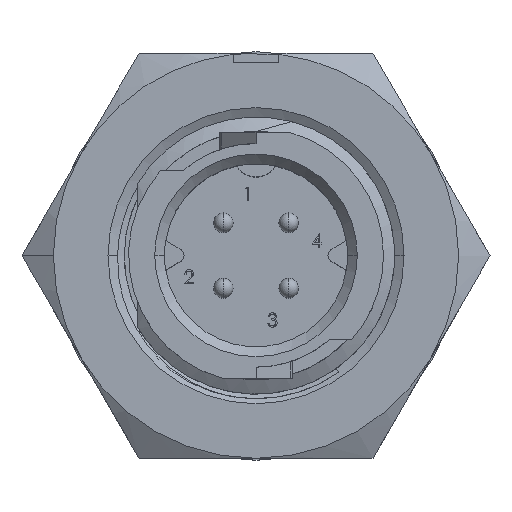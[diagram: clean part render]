
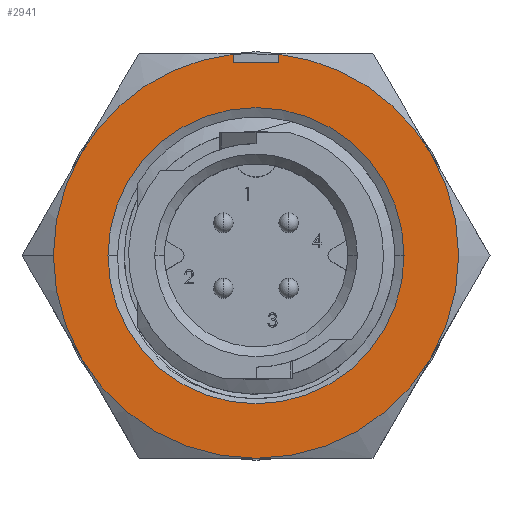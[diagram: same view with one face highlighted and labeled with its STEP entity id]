
A CAD part, top view. The second image highlights one B-rep face of the part: STEP entity #2941.
In plain terms, the highlighted planar face has unit normal (0, 0, 1).
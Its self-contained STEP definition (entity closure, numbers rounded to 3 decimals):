
#280 = AXIS2_PLACEMENT_3D ( 'NONE', #2231, #7859, #11717 ) ;
#546 = CARTESIAN_POINT ( 'NONE',  ( 0., 0., 10.236 ) ) ;
#592 = FACE_BOUND ( 'NONE', #12844, .T. ) ;
#672 = VERTEX_POINT ( 'NONE', #14151 ) ;
#1706 = CARTESIAN_POINT ( 'NONE',  ( 0., 0., 10.236 ) ) ;
#2055 = VERTEX_POINT ( 'NONE', #13946 ) ;
#2174 = EDGE_CURVE ( 'NONE', #12255, #16664, #7925, .T. ) ;
#2231 = CARTESIAN_POINT ( 'NONE',  ( 0., 0., 10.236 ) ) ;
#2602 = ORIENTED_EDGE ( 'NONE', *, *, #8954, .F. ) ;
#2678 = CARTESIAN_POINT ( 'NONE',  ( -0.889, -7.824, 10.236 ) ) ;
#2708 = EDGE_CURVE ( 'NONE', #8237, #2055, #15127, .T. ) ;
#2853 = CIRCLE ( 'NONE', #11387, 7.874 ) ;
#2941 = ADVANCED_FACE ( 'NONE', ( #592, #12951 ), #10189, .F. ) ;
#2972 = DIRECTION ( 'NONE',  ( 0., -1., 0. ) ) ;
#3077 = VERTEX_POINT ( 'NONE', #9175 ) ;
#3360 = LINE ( 'NONE', #10173, #15155 ) ;
#3478 = VERTEX_POINT ( 'NONE', #14688 ) ;
#4062 = VERTEX_POINT ( 'NONE', #4277 ) ;
#4085 = ORIENTED_EDGE ( 'NONE', *, *, #2174, .T. ) ;
#4109 = EDGE_CURVE ( 'NONE', #5278, #3077, #4443, .T. ) ;
#4277 = CARTESIAN_POINT ( 'NONE',  ( 0.889, -7.493, 10.236 ) ) ;
#4443 = CIRCLE ( 'NONE', #10889, 7.874 ) ;
#4850 = AXIS2_PLACEMENT_3D ( 'NONE', #14603, #10361, #17185 ) ;
#4872 = CARTESIAN_POINT ( 'NONE',  ( 0., 0., 10.236 ) ) ;
#4873 = DIRECTION ( 'NONE',  ( 0., 0., -1. ) ) ;
#4964 = CARTESIAN_POINT ( 'NONE',  ( 0., 7.874, 10.236 ) ) ;
#5000 = CIRCLE ( 'NONE', #14398, 7.874 ) ;
#5166 = ORIENTED_EDGE ( 'NONE', *, *, #11783, .F. ) ;
#5278 = VERTEX_POINT ( 'NONE', #2678 ) ;
#5554 = LINE ( 'NONE', #11149, #14228 ) ;
#5717 = AXIS2_PLACEMENT_3D ( 'NONE', #546, #17583, #16209 ) ;
#5896 = CIRCLE ( 'NONE', #280, 7.874 ) ;
#6170 = DIRECTION ( 'NONE',  ( 0., 0., -1. ) ) ;
#6613 = EDGE_CURVE ( 'NONE', #672, #7940, #5000, .T. ) ;
#6700 = AXIS2_PLACEMENT_3D ( 'NONE', #1706, #15890, #11829 ) ;
#6871 = CARTESIAN_POINT ( 'NONE',  ( 0., 0., 10.236 ) ) ;
#6923 = AXIS2_PLACEMENT_3D ( 'NONE', #7711, #10466, #14513 ) ;
#6961 = DIRECTION ( 'NONE',  ( 0., 0., -1. ) ) ;
#7043 = EDGE_CURVE ( 'NONE', #2055, #672, #5896, .T. ) ;
#7153 = VERTEX_POINT ( 'NONE', #9680 ) ;
#7551 = DIRECTION ( 'NONE',  ( 0., 0., -1. ) ) ;
#7572 = CIRCLE ( 'NONE', #6700, 7.874 ) ;
#7634 = CARTESIAN_POINT ( 'NONE',  ( 0., 0., 10.236 ) ) ;
#7711 = CARTESIAN_POINT ( 'NONE',  ( 0., 0., 10.236 ) ) ;
#7783 = CARTESIAN_POINT ( 'NONE',  ( 5.753, 0., 10.236 ) ) ;
#7859 = DIRECTION ( 'NONE',  ( 0., 0., -1. ) ) ;
#7925 = CIRCLE ( 'NONE', #10268, 5.753 ) ;
#7940 = VERTEX_POINT ( 'NONE', #13155 ) ;
#7960 = ORIENTED_EDGE ( 'NONE', *, *, #7043, .F. ) ;
#8237 = VERTEX_POINT ( 'NONE', #4964 ) ;
#8246 = CARTESIAN_POINT ( 'NONE',  ( 0., 0., 10.236 ) ) ;
#8954 = EDGE_CURVE ( 'NONE', #3077, #3478, #2853, .T. ) ;
#9175 = CARTESIAN_POINT ( 'NONE',  ( -6.819, -3.937, 10.236 ) ) ;
#9401 = EDGE_CURVE ( 'NONE', #7940, #9807, #7572, .T. ) ;
#9680 = CARTESIAN_POINT ( 'NONE',  ( -0.889, -7.493, 10.236 ) ) ;
#9807 = VERTEX_POINT ( 'NONE', #15329 ) ;
#10173 = CARTESIAN_POINT ( 'NONE',  ( 0.889, -8.938, 10.236 ) ) ;
#10189 = PLANE ( 'NONE',  #4850 ) ;
#10268 = AXIS2_PLACEMENT_3D ( 'NONE', #6871, #13772, #16616 ) ;
#10291 = ORIENTED_EDGE ( 'NONE', *, *, #12939, .F. ) ;
#10361 = DIRECTION ( 'NONE',  ( 0., 0., -1. ) ) ;
#10466 = DIRECTION ( 'NONE',  ( 0., 0., -1. ) ) ;
#10598 = CARTESIAN_POINT ( 'NONE',  ( -5.753, 0., 10.236 ) ) ;
#10741 = DIRECTION ( 'NONE',  ( 1., 0., 0. ) ) ;
#10889 = AXIS2_PLACEMENT_3D ( 'NONE', #8246, #6961, #11170 ) ;
#11086 = ORIENTED_EDGE ( 'NONE', *, *, #9401, .F. ) ;
#11149 = CARTESIAN_POINT ( 'NONE',  ( 0.889, -7.493, 10.236 ) ) ;
#11170 = DIRECTION ( 'NONE',  ( 1., 0., 0. ) ) ;
#11387 = AXIS2_PLACEMENT_3D ( 'NONE', #7634, #4873, #10741 ) ;
#11717 = DIRECTION ( 'NONE',  ( 1., 0., 0. ) ) ;
#11783 = EDGE_CURVE ( 'NONE', #7153, #5278, #18075, .T. ) ;
#11829 = DIRECTION ( 'NONE',  ( 1., 0., 0. ) ) ;
#11979 = ORIENTED_EDGE ( 'NONE', *, *, #2708, .F. ) ;
#12179 = AXIS2_PLACEMENT_3D ( 'NONE', #14713, #7551, #15919 ) ;
#12255 = VERTEX_POINT ( 'NONE', #10598 ) ;
#12656 = ORIENTED_EDGE ( 'NONE', *, *, #13234, .T. ) ;
#12844 = EDGE_LOOP ( 'NONE', ( #4085, #12656 ) ) ;
#12939 = EDGE_CURVE ( 'NONE', #4062, #7153, #5554, .T. ) ;
#12951 = FACE_OUTER_BOUND ( 'NONE', #14564, .T. ) ;
#13155 = CARTESIAN_POINT ( 'NONE',  ( 6.819, -3.937, 10.236 ) ) ;
#13234 = EDGE_CURVE ( 'NONE', #16664, #12255, #17456, .T. ) ;
#13286 = ORIENTED_EDGE ( 'NONE', *, *, #4109, .F. ) ;
#13331 = DIRECTION ( 'NONE',  ( 1., 0., 0. ) ) ;
#13387 = DIRECTION ( 'NONE',  ( 0., 1., 0. ) ) ;
#13772 = DIRECTION ( 'NONE',  ( 0., 0., -1. ) ) ;
#13946 = CARTESIAN_POINT ( 'NONE',  ( 6.819, 3.937, 10.236 ) ) ;
#14111 = ORIENTED_EDGE ( 'NONE', *, *, #16487, .F. ) ;
#14112 = CARTESIAN_POINT ( 'NONE',  ( -0.889, -8.938, 10.236 ) ) ;
#14151 = CARTESIAN_POINT ( 'NONE',  ( 7.874, 0., 10.236 ) ) ;
#14228 = VECTOR ( 'NONE', #16768, 1000. ) ;
#14398 = AXIS2_PLACEMENT_3D ( 'NONE', #4872, #6170, #13331 ) ;
#14513 = DIRECTION ( 'NONE',  ( 1., 0., 0. ) ) ;
#14564 = EDGE_LOOP ( 'NONE', ( #13286, #5166, #10291, #14111, #11086, #16240, #7960, #11979, #17549, #2602 ) ) ;
#14603 = CARTESIAN_POINT ( 'NONE',  ( 0., 15.748, 10.236 ) ) ;
#14688 = CARTESIAN_POINT ( 'NONE',  ( -6.819, 3.937, 10.236 ) ) ;
#14713 = CARTESIAN_POINT ( 'NONE',  ( 0., 0., 10.236 ) ) ;
#15127 = CIRCLE ( 'NONE', #12179, 7.874 ) ;
#15155 = VECTOR ( 'NONE', #13387, 1000. ) ;
#15329 = CARTESIAN_POINT ( 'NONE',  ( 0.889, -7.824, 10.236 ) ) ;
#15890 = DIRECTION ( 'NONE',  ( 0., 0., -1. ) ) ;
#15919 = DIRECTION ( 'NONE',  ( 1., 0., 0. ) ) ;
#15995 = EDGE_CURVE ( 'NONE', #3478, #8237, #17774, .T. ) ;
#16209 = DIRECTION ( 'NONE',  ( 1., 0., 0. ) ) ;
#16240 = ORIENTED_EDGE ( 'NONE', *, *, #6613, .F. ) ;
#16487 = EDGE_CURVE ( 'NONE', #9807, #4062, #3360, .T. ) ;
#16616 = DIRECTION ( 'NONE',  ( 1., 0., 0. ) ) ;
#16664 = VERTEX_POINT ( 'NONE', #7783 ) ;
#16768 = DIRECTION ( 'NONE',  ( -1., 0., 0. ) ) ;
#17185 = DIRECTION ( 'NONE',  ( 0., -1., 0. ) ) ;
#17456 = CIRCLE ( 'NONE', #5717, 5.753 ) ;
#17549 = ORIENTED_EDGE ( 'NONE', *, *, #15995, .F. ) ;
#17583 = DIRECTION ( 'NONE',  ( 0., 0., -1. ) ) ;
#17774 = CIRCLE ( 'NONE', #6923, 7.874 ) ;
#17824 = VECTOR ( 'NONE', #2972, 1000. ) ;
#18075 = LINE ( 'NONE', #14112, #17824 ) ;
